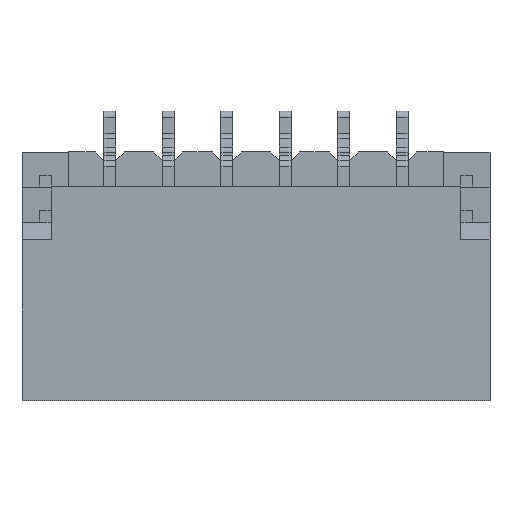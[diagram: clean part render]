
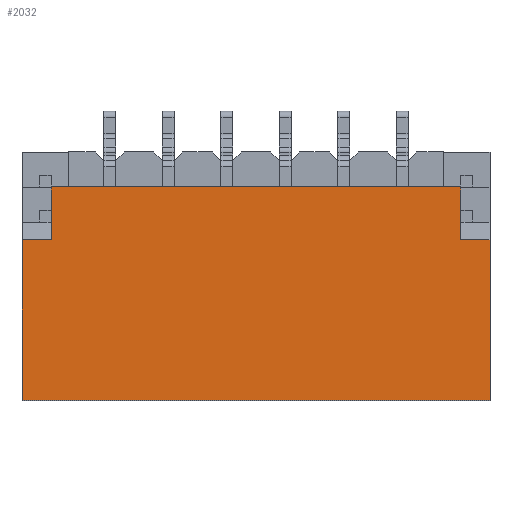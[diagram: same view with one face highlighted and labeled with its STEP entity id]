
A CAD part, top view. The second image highlights one B-rep face of the part: STEP entity #2032.
In plain terms, the highlighted planar face has unit normal (0, 0, 1).
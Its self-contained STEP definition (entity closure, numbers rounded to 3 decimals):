
#2032=ADVANCED_FACE('',(#4771),#4773,.T.);
#4771=FACE_BOUND('',#4772,.T.);
#4772=EDGE_LOOP('',(#7011,#7012,#7013,#7014,#7015,#7016,#7017,#7018));
#4773=PLANE('',#4774);
#4774=AXIS2_PLACEMENT_3D('',#4775,#4776,#4777);
#4775=CARTESIAN_POINT('',(-0.5,-4.25,2.9));
#4776=DIRECTION('',(0.,0.,1.));
#4777=DIRECTION('',(1.,0.,0.));
#7011=ORIENTED_EDGE('',*,*,#8487,.T.);
#7012=ORIENTED_EDGE('',*,*,#8488,.T.);
#7013=ORIENTED_EDGE('',*,*,#8489,.T.);
#7014=ORIENTED_EDGE('',*,*,#8490,.T.);
#7015=ORIENTED_EDGE('',*,*,#8491,.T.);
#7016=ORIENTED_EDGE('',*,*,#8492,.F.);
#7017=ORIENTED_EDGE('',*,*,#8389,.T.);
#7018=ORIENTED_EDGE('',*,*,#8481,.T.);
#8389=EDGE_CURVE('',#9792,#9790,#9793,.T.);
#8481=EDGE_CURVE('',#9790,#9966,#9968,.T.);
#8487=EDGE_CURVE('',#9966,#9977,#9978,.T.);
#8488=EDGE_CURVE('',#9977,#9979,#9980,.T.);
#8489=EDGE_CURVE('',#9979,#9981,#9982,.T.);
#8490=EDGE_CURVE('',#9981,#9983,#9984,.F.);
#8491=EDGE_CURVE('',#9983,#9985,#9986,.F.);
#8492=EDGE_CURVE('',#9792,#9985,#9987,.T.);
#9790=VERTEX_POINT('',#12728);
#9792=VERTEX_POINT('',#12732);
#9793=LINE('',#12733,#12734);
#9966=VERTEX_POINT('',#13088);
#9968=LINE('',#13092,#13093);
#9977=VERTEX_POINT('',#13113);
#9978=LINE('',#13114,#13115);
#9979=VERTEX_POINT('',#13117);
#9980=LINE('',#13118,#13119);
#9981=VERTEX_POINT('',#13121);
#9982=LINE('',#13122,#13123);
#9983=VERTEX_POINT('',#13125);
#9984=LINE('',#13126,#13127);
#9985=VERTEX_POINT('',#13129);
#9986=LINE('',#13130,#13131);
#9987=LINE('',#13133,#13134);
#12728=CARTESIAN_POINT('',(6.5,-4.25,2.9));
#12732=CARTESIAN_POINT('',(-1.5,-4.25,2.9));
#12733=CARTESIAN_POINT('',(-1.5,-4.25,2.9));
#12734=VECTOR('',#12735,1.);
#12735=DIRECTION('',(1.,0.,0.));
#13088=CARTESIAN_POINT('',(6.5,-1.5,2.9));
#13092=CARTESIAN_POINT('',(6.5,-4.25,2.9));
#13093=VECTOR('',#13094,1.);
#13094=DIRECTION('',(0.,1.,0.));
#13113=CARTESIAN_POINT('',(6.,-1.5,2.9));
#13114=CARTESIAN_POINT('',(6.5,-1.5,2.9));
#13115=VECTOR('',#13116,1.);
#13116=DIRECTION('',(-1.,0.,0.));
#13117=CARTESIAN_POINT('',(6.,-0.6,2.9));
#13118=CARTESIAN_POINT('',(6.,-1.5,2.9));
#13119=VECTOR('',#13120,1.);
#13120=DIRECTION('',(0.,1.,0.));
#13121=CARTESIAN_POINT('',(-1.,-0.6,2.9));
#13122=CARTESIAN_POINT('',(6.,-0.6,2.9));
#13123=VECTOR('',#13124,1.);
#13124=DIRECTION('',(-1.,0.,0.));
#13125=CARTESIAN_POINT('',(-1.,-1.5,2.9));
#13126=CARTESIAN_POINT('',(-1.,-1.5,2.9));
#13127=VECTOR('',#13128,1.);
#13128=DIRECTION('',(0.,1.,0.));
#13129=CARTESIAN_POINT('',(-1.5,-1.5,2.9));
#13130=CARTESIAN_POINT('',(-1.5,-1.5,2.9));
#13131=VECTOR('',#13132,1.);
#13132=DIRECTION('',(1.,0.,0.));
#13133=CARTESIAN_POINT('',(-1.5,-4.25,2.9));
#13134=VECTOR('',#13135,1.);
#13135=DIRECTION('',(0.,1.,0.));
